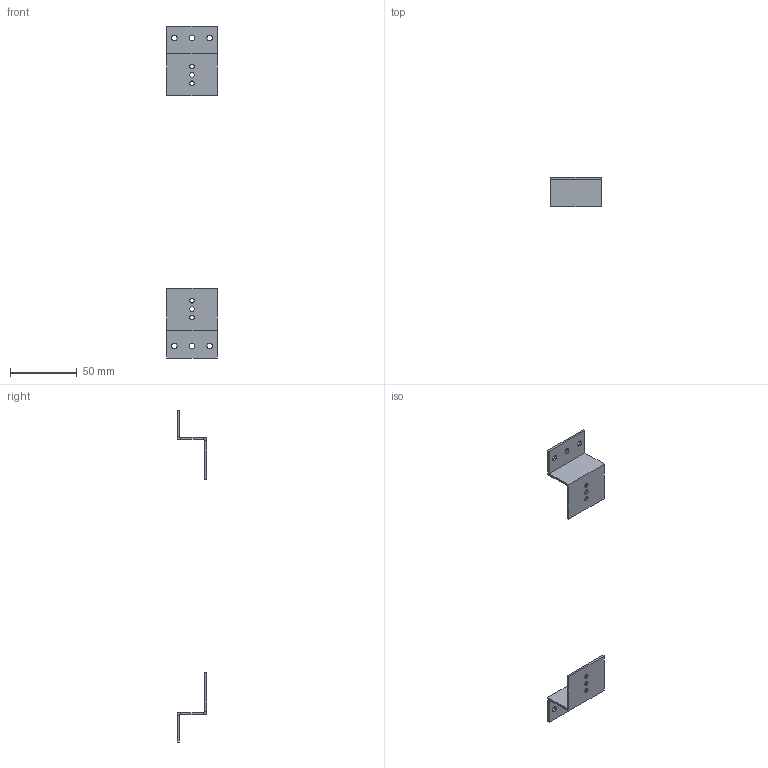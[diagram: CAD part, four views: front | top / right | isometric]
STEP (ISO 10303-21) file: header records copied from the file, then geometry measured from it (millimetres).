
FILE_DESCRIPTION (( 'STEP AP214' ), '1' );
FILE_NAME ('TI5-50D-RG-002 TITAN 5 Ðåãóëÿòîð ãëóáèíû äëÿ DIN-ðååê è ïëàò IEK.STEP', '2024-12-10T08:57:13', ( '' ), ( '' ), 'SwSTEP 2.0', 'SolidWorks 2022', '' );
FILE_SCHEMA (( 'AUTOMOTIVE_DESIGN' ));
Length unit declared in the file: millimetre
Products named in the file (1): TI5-50D-RG-002 TITAN 5 Регулятор глубины для DIN-реек и плат IEK
Bounding box: 38 x 22 x 248 mm (x, y, z)
Volume: 8058.6 mm3; surface area: 11622.7 mm2
Topology: 2 solids, 2 shells, 60 faces, 168 edges, 112 vertices
Faces by surface type: plane 36, cylinder 24
Entity records: 2691 total; most frequent: CARTESIAN_POINT 341, DIRECTION 338, ORIENTED_EDGE 336, EDGE_CURVE 168, LINE 120, VECTOR 120, VERTEX_POINT 112, AXIS2_PLACEMENT_3D 109
